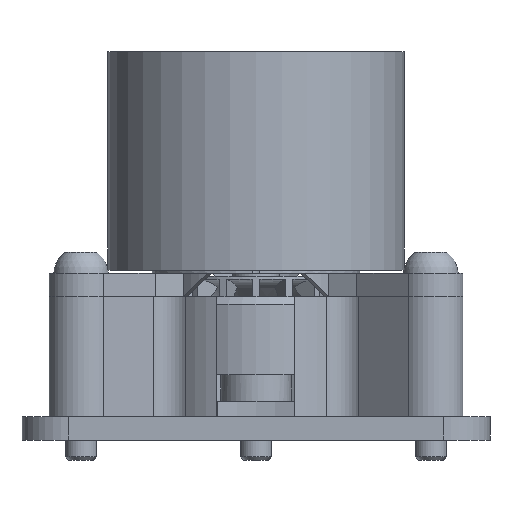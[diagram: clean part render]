
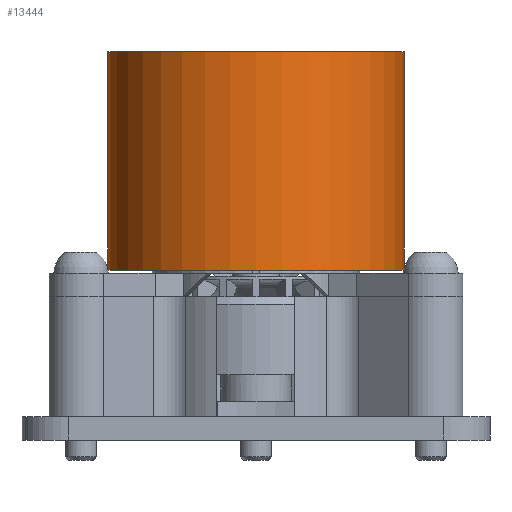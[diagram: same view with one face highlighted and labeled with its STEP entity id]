
A CAD part, front view. The second image highlights one B-rep face of the part: STEP entity #13444.
In plain terms, the highlighted cylindrical face has radius 9.5 mm (diameter 19 mm), a full revolution.
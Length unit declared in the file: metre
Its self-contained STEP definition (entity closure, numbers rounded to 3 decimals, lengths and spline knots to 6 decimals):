
#6108=ORIENTED_EDGE('',*,*,#8271,.F.);
#6109=ORIENTED_EDGE('',*,*,#8272,.F.);
#8271=EDGE_CURVE('',#9629,#9629,#10491,.F.);
#8272=EDGE_CURVE('',#9630,#9630,#10492,.T.);
#9629=VERTEX_POINT('',#27703);
#9630=VERTEX_POINT('',#27705);
#10491=CIRCLE('',#16041,0.0095);
#10492=CIRCLE('',#16042,0.0095);
#11385=EDGE_LOOP('',(#6108));
#11386=EDGE_LOOP('',(#6109));
#12364=FACE_BOUND('',#11385,.T.);
#12365=FACE_BOUND('',#11386,.T.);
#12704=CYLINDRICAL_SURFACE('',#16040,0.0095);
#13444=ADVANCED_FACE('',(#12364,#12365),#12704,.T.);
#16040=AXIS2_PLACEMENT_3D('',#27701,#19875,#19876);
#16041=AXIS2_PLACEMENT_3D('',#27702,#19877,#19878);
#16042=AXIS2_PLACEMENT_3D('',#27704,#19879,#19880);
#19875=DIRECTION('',(0.,0.,-1.));
#19876=DIRECTION('',(-1.,0.,0.));
#19877=DIRECTION('',(0.,0.,1.));
#19878=DIRECTION('',(1.,0.,0.));
#19879=DIRECTION('',(0.,0.,1.));
#19880=DIRECTION('',(1.,0.,0.));
#27701=CARTESIAN_POINT('',(0.,0.,0.0207));
#27702=CARTESIAN_POINT('',(0.,0.,0.0109));
#27703=CARTESIAN_POINT('',(0.0095,0.,0.0109));
#27704=CARTESIAN_POINT('',(0.,0.,0.0249));
#27705=CARTESIAN_POINT('',(0.0095,0.,0.0249));
